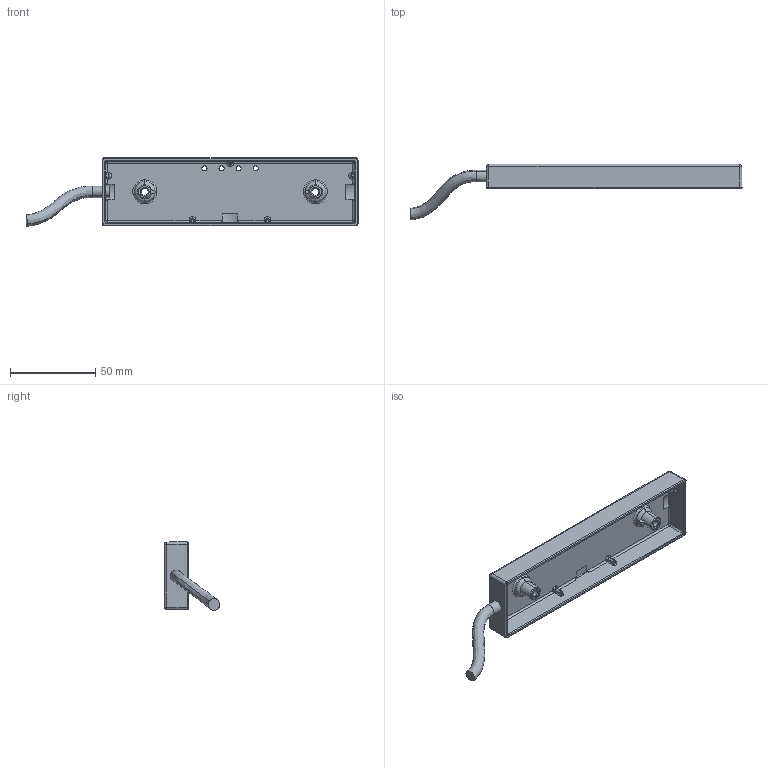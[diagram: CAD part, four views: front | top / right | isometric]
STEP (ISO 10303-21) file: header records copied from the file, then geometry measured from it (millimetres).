
FILE_DESCRIPTION (( 'STEP AP203' ), '1' );
FILE_NAME ('HED right hand cable.STEP', '2023-03-28T12:49:09', ( '' ), ( '' ), 'SwSTEP 2.0', 'SolidWorks 2021', '' );
FILE_SCHEMA (( 'CONFIG_CONTROL_DESIGN' ));
Length unit declared in the file: millimetre
Products named in the file (3): cable pig tail; HED right hand; HED right hand cable
Assembly tree (2 placements, depth 2):
  HED right hand cable
    HED right hand
    cable pig tail
Bounding box: 194.6 x 32.58 x 40.15 mm (x, y, z)
Volume: 23626.8 mm3; surface area: 23445.5 mm2
Topology: 2 solids, 2 shells, 248 faces, 595 edges, 338 vertices
Faces by surface type: cylinder 93, bspline 46, plane 46, torus 37, cone 18, sphere 8
Entity records: 8227 total; most frequent: CARTESIAN_POINT 2594, ORIENTED_EDGE 1154, DIRECTION 1134, EDGE_CURVE 577, AXIS2_PLACEMENT_3D 468, VERTEX_POINT 338, EDGE_LOOP 267, CIRCLE 261
